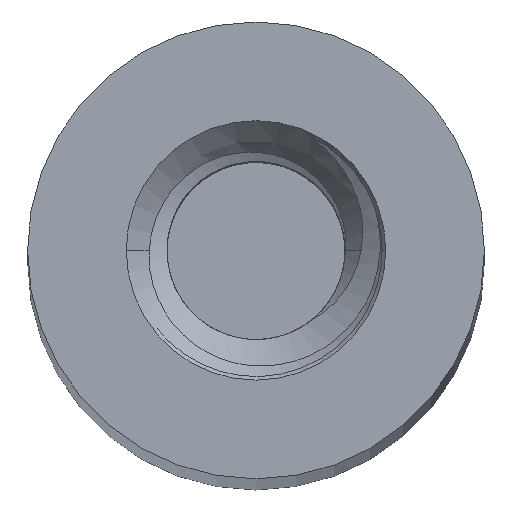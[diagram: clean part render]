
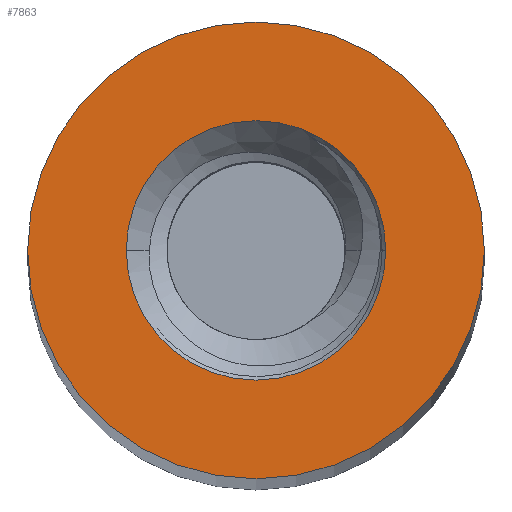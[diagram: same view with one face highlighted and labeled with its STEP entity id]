
A CAD part, top view. The second image highlights one B-rep face of the part: STEP entity #7863.
In plain terms, the highlighted planar face has unit normal (0, 0, 1).
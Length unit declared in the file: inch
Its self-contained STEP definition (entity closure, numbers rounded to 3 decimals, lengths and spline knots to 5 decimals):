
#150 = CARTESIAN_POINT ( 'NONE',  ( 0., 0., 1.75 ) ) ;
#791 = EDGE_CURVE ( 'NONE', #4311, #19483, #11571, .T. ) ;
#907 = CARTESIAN_POINT ( 'NONE',  ( -0.125, 0., 1.75 ) ) ;
#1087 = CIRCLE ( 'NONE', #12874, 0.125 ) ;
#1900 = ORIENTED_EDGE ( 'NONE', *, *, #6778, .T. ) ;
#2344 = DIRECTION ( 'NONE',  ( 0., 0., 1. ) ) ;
#2680 = CIRCLE ( 'NONE', #13498, 0.071 ) ;
#2989 = CIRCLE ( 'NONE', #19254, 0.071 ) ;
#3470 = EDGE_CURVE ( 'NONE', #5901, #10127, #2680, .T. ) ;
#4311 = VERTEX_POINT ( 'NONE', #907 ) ;
#4410 = ORIENTED_EDGE ( 'NONE', *, *, #6058, .T. ) ;
#4425 = DIRECTION ( 'NONE',  ( -1., 0., 0. ) ) ;
#5217 = AXIS2_PLACEMENT_3D ( 'NONE', #11735, #16144, #5467 ) ;
#5467 = DIRECTION ( 'NONE',  ( 1., 0., 0. ) ) ;
#5901 = VERTEX_POINT ( 'NONE', #11609 ) ;
#6058 = EDGE_CURVE ( 'NONE', #10127, #5901, #2989, .T. ) ;
#6778 = EDGE_CURVE ( 'NONE', #19483, #4311, #1087, .T. ) ;
#7863 = ADVANCED_FACE ( 'NONE', ( #19120, #11039 ), #18834, .T. ) ;
#8059 = ORIENTED_EDGE ( 'NONE', *, *, #3470, .T. ) ;
#9519 = DIRECTION ( 'NONE',  ( 1., 0., 0. ) ) ;
#10127 = VERTEX_POINT ( 'NONE', #14936 ) ;
#11039 = FACE_BOUND ( 'NONE', #15454, .T. ) ;
#11226 = DIRECTION ( 'NONE',  ( 1., 0., 0. ) ) ;
#11530 = CARTESIAN_POINT ( 'NONE',  ( 0.125, 0., 1.75 ) ) ;
#11571 = CIRCLE ( 'NONE', #5217, 0.125 ) ;
#11609 = CARTESIAN_POINT ( 'NONE',  ( -0.071, 0., 1.75 ) ) ;
#11735 = CARTESIAN_POINT ( 'NONE',  ( 0., 0., 1.75 ) ) ;
#12604 = DIRECTION ( 'NONE',  ( 0., 0., -1. ) ) ;
#12629 = CARTESIAN_POINT ( 'NONE',  ( 0., 0., 1.75 ) ) ;
#12874 = AXIS2_PLACEMENT_3D ( 'NONE', #17393, #17295, #9519 ) ;
#13498 = AXIS2_PLACEMENT_3D ( 'NONE', #19075, #12604, #14471 ) ;
#14471 = DIRECTION ( 'NONE',  ( -1., 0., 0. ) ) ;
#14936 = CARTESIAN_POINT ( 'NONE',  ( 0.071, 0., 1.75 ) ) ;
#15454 = EDGE_LOOP ( 'NONE', ( #8059, #4410 ) ) ;
#15512 = DIRECTION ( 'NONE',  ( 0., 0., -1. ) ) ;
#16144 = DIRECTION ( 'NONE',  ( 0., 0., 1. ) ) ;
#17295 = DIRECTION ( 'NONE',  ( 0., 0., 1. ) ) ;
#17393 = CARTESIAN_POINT ( 'NONE',  ( 0., 0., 1.75 ) ) ;
#18834 = PLANE ( 'NONE',  #19584 ) ;
#19075 = CARTESIAN_POINT ( 'NONE',  ( 0., 0., 1.75 ) ) ;
#19090 = ORIENTED_EDGE ( 'NONE', *, *, #791, .T. ) ;
#19120 = FACE_OUTER_BOUND ( 'NONE', #19225, .T. ) ;
#19225 = EDGE_LOOP ( 'NONE', ( #19090, #1900 ) ) ;
#19254 = AXIS2_PLACEMENT_3D ( 'NONE', #150, #15512, #4425 ) ;
#19483 = VERTEX_POINT ( 'NONE', #11530 ) ;
#19584 = AXIS2_PLACEMENT_3D ( 'NONE', #12629, #2344, #11226 ) ;
